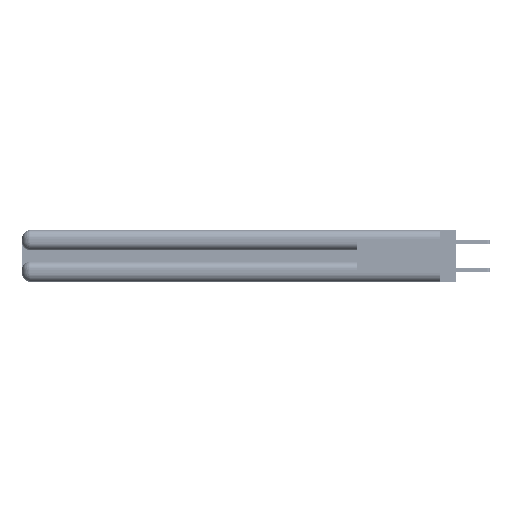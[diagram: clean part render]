
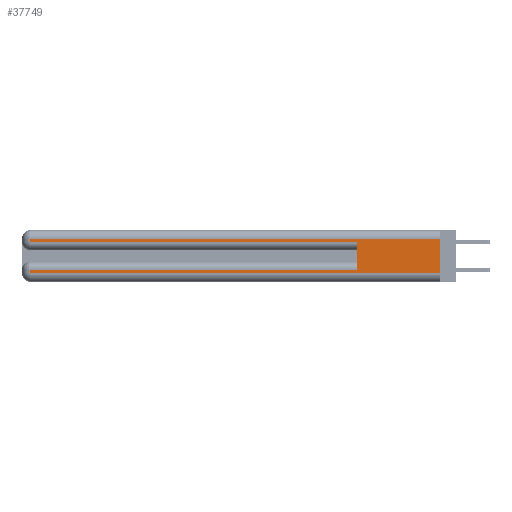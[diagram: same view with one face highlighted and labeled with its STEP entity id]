
A CAD part, left-side view. The second image highlights one B-rep face of the part: STEP entity #37749.
In plain terms, the highlighted planar face has unit normal (-1, 0, 0).
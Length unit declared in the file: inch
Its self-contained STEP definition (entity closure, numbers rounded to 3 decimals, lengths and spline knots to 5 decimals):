
#521 = LINE ( 'NONE', #28619, #15060 ) ;
#1531 = AXIS2_PLACEMENT_3D ( 'NONE', #27411, #23558, #2169 ) ;
#2169 = DIRECTION ( 'NONE',  ( 0., 0., -1. ) ) ;
#2361 = VECTOR ( 'NONE', #15618, 39.37008 ) ;
#2484 = DIRECTION ( 'NONE',  ( 0., 1., 0. ) ) ;
#2673 = EDGE_LOOP ( 'NONE', ( #14836, #37005, #40349, #9178, #14655, #3354, #7804, #32457 ) ) ;
#3354 = ORIENTED_EDGE ( 'NONE', *, *, #7424, .T. ) ;
#4425 = LINE ( 'NONE', #13749, #26183 ) ;
#5175 = VERTEX_POINT ( 'NONE', #36804 ) ;
#5438 = VERTEX_POINT ( 'NONE', #44879 ) ;
#6232 = DIRECTION ( 'NONE',  ( 0., 1., 0. ) ) ;
#6978 = DIRECTION ( 'NONE',  ( 0., 0., -1. ) ) ;
#7424 = EDGE_CURVE ( 'NONE', #26205, #5438, #4425, .T. ) ;
#7804 = ORIENTED_EDGE ( 'NONE', *, *, #17919, .T. ) ;
#7881 = VECTOR ( 'NONE', #15175, 39.37008 ) ;
#9146 = DIRECTION ( 'NONE',  ( 0., 0., -1. ) ) ;
#9178 = ORIENTED_EDGE ( 'NONE', *, *, #18383, .T. ) ;
#9232 = PLANE ( 'NONE',  #1531 ) ;
#12119 = VERTEX_POINT ( 'NONE', #38025 ) ;
#13360 = VECTOR ( 'NONE', #6978, 39.37008 ) ;
#13625 = LINE ( 'NONE', #37069, #36901 ) ;
#13749 = CARTESIAN_POINT ( 'NONE',  ( 0., 0., 0.085 ) ) ;
#14655 = ORIENTED_EDGE ( 'NONE', *, *, #36682, .F. ) ;
#14814 = CARTESIAN_POINT ( 'NONE',  ( 0., 0., 0.285 ) ) ;
#14836 = ORIENTED_EDGE ( 'NONE', *, *, #28757, .F. ) ;
#15012 = EDGE_CURVE ( 'NONE', #37373, #12119, #30007, .T. ) ;
#15060 = VECTOR ( 'NONE', #38877, 39.37008 ) ;
#15175 = DIRECTION ( 'NONE',  ( 0., 0., 1. ) ) ;
#15618 = DIRECTION ( 'NONE',  ( 0., -1., 0. ) ) ;
#16902 = LINE ( 'NONE', #18338, #7881 ) ;
#16916 = DIRECTION ( 'NONE',  ( 0., 0., -1. ) ) ;
#16928 = CARTESIAN_POINT ( 'NONE',  ( 0., 2.94, 0.06 ) ) ;
#17919 = EDGE_CURVE ( 'NONE', #5438, #41647, #13625, .T. ) ;
#18338 = CARTESIAN_POINT ( 'NONE',  ( 0., 0.6, 0.145 ) ) ;
#18382 = CARTESIAN_POINT ( 'NONE',  ( 0., 0.6, 0.085 ) ) ;
#18383 = EDGE_CURVE ( 'NONE', #12119, #35705, #39082, .T. ) ;
#20168 = CARTESIAN_POINT ( 'NONE',  ( 0., 0.6, 0.285 ) ) ;
#20666 = EDGE_CURVE ( 'NONE', #41647, #5175, #521, .T. ) ;
#21054 = LINE ( 'NONE', #37650, #29273 ) ;
#23558 = DIRECTION ( 'NONE',  ( 1., 0., 0. ) ) ;
#26183 = VECTOR ( 'NONE', #6232, 39.37008 ) ;
#26205 = VERTEX_POINT ( 'NONE', #18382 ) ;
#27315 = LINE ( 'NONE', #38127, #31733 ) ;
#27411 = CARTESIAN_POINT ( 'NONE',  ( 0., 0., 0.37 ) ) ;
#28619 = CARTESIAN_POINT ( 'NONE',  ( 0., 0., 0.06 ) ) ;
#28757 = EDGE_CURVE ( 'NONE', #31150, #5175, #21054, .T. ) ;
#29070 = CARTESIAN_POINT ( 'NONE',  ( 0., 2.94, 0.31 ) ) ;
#29273 = VECTOR ( 'NONE', #16916, 39.37008 ) ;
#30007 = LINE ( 'NONE', #44478, #13360 ) ;
#31150 = VERTEX_POINT ( 'NONE', #40078 ) ;
#31733 = VECTOR ( 'NONE', #2484, 39.37008 ) ;
#32232 = FACE_OUTER_BOUND ( 'NONE', #2673, .T. ) ;
#32457 = ORIENTED_EDGE ( 'NONE', *, *, #20666, .T. ) ;
#35705 = VERTEX_POINT ( 'NONE', #20168 ) ;
#36682 = EDGE_CURVE ( 'NONE', #26205, #35705, #16902, .T. ) ;
#36804 = CARTESIAN_POINT ( 'NONE',  ( 0., 0., 0.06 ) ) ;
#36901 = VECTOR ( 'NONE', #9146, 39.37008 ) ;
#37005 = ORIENTED_EDGE ( 'NONE', *, *, #37773, .T. ) ;
#37069 = CARTESIAN_POINT ( 'NONE',  ( 0., 2.94, 0.37 ) ) ;
#37373 = VERTEX_POINT ( 'NONE', #29070 ) ;
#37650 = CARTESIAN_POINT ( 'NONE',  ( 0., 0., 0.37 ) ) ;
#37749 = ADVANCED_FACE ( 'NONE', ( #32232 ), #9232, .F. ) ;
#37773 = EDGE_CURVE ( 'NONE', #31150, #37373, #27315, .T. ) ;
#38025 = CARTESIAN_POINT ( 'NONE',  ( 0., 2.94, 0.285 ) ) ;
#38127 = CARTESIAN_POINT ( 'NONE',  ( 0., 0., 0.31 ) ) ;
#38877 = DIRECTION ( 'NONE',  ( 0., -1., 0. ) ) ;
#39082 = LINE ( 'NONE', #14814, #2361 ) ;
#40078 = CARTESIAN_POINT ( 'NONE',  ( 0., 0., 0.31 ) ) ;
#40349 = ORIENTED_EDGE ( 'NONE', *, *, #15012, .T. ) ;
#41647 = VERTEX_POINT ( 'NONE', #16928 ) ;
#44478 = CARTESIAN_POINT ( 'NONE',  ( 0., 2.94, 0.37 ) ) ;
#44879 = CARTESIAN_POINT ( 'NONE',  ( 0., 2.94, 0.085 ) ) ;
